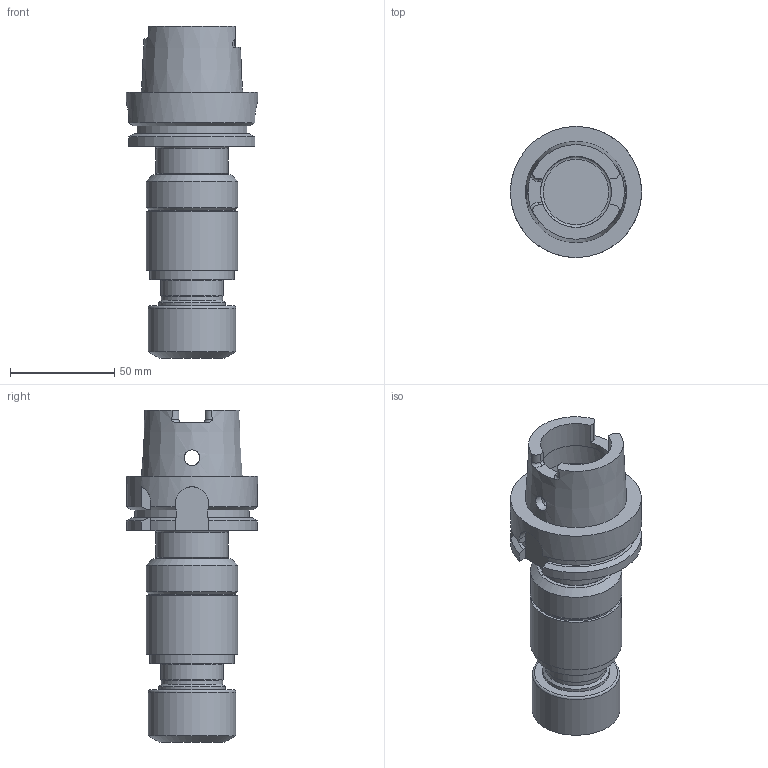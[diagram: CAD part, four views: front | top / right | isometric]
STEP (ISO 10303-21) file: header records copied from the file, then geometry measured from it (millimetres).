
FILE_DESCRIPTION(/* description */ (''),/* implementation_level */ '2;1');
FILE_NAME(/* name */ '1679993455905.stp',/* time_stamp */ '2023-03-28T10:50:59+02:00',/* author */ (''),/* organization */ ('SMS'),/* preprocessor_version */ 'ST-DEVELOPER v16.7',/* originating_system */ 'SIEMENS PLM Software NX 12.0',/* authorisation */ '');
FILE_SCHEMA (('AUTOMOTIVE_DESIGN { 1 0 10303 214 3 1 1 1 }'));
Length unit declared in the file: millimetre
Products named in the file (1): 112029254mod000_01
Bounding box: 62.94 x 62.94 x 159.4 mm (x, y, z)
Volume: 214726.5 mm3; surface area: 36531.2 mm2
Topology: 1 solids, 1 shells, 93 faces, 245 edges, 162 vertices
Faces by surface type: plane 40, cylinder 31, cone 14, torus 8
Full cylindrical faces by diameter (mm): 7.5 x2, 29.591 x1, 29.997 x1, 31.979 x1, 34.05 x2, 34.6 x1, 40.08 x1, 40.4 x1, 41.5 x1, 42 x1, 43.993 x1, 44 x1, 62.94 x1
Entity records: 3049 total; most frequent: CARTESIAN_POINT 884, DIRECTION 443, ORIENTED_EDGE 402, EDGE_CURVE 201, AXIS2_PLACEMENT_3D 178, VERTEX_POINT 145, EDGE_LOOP 132, ADVANCED_FACE 93
